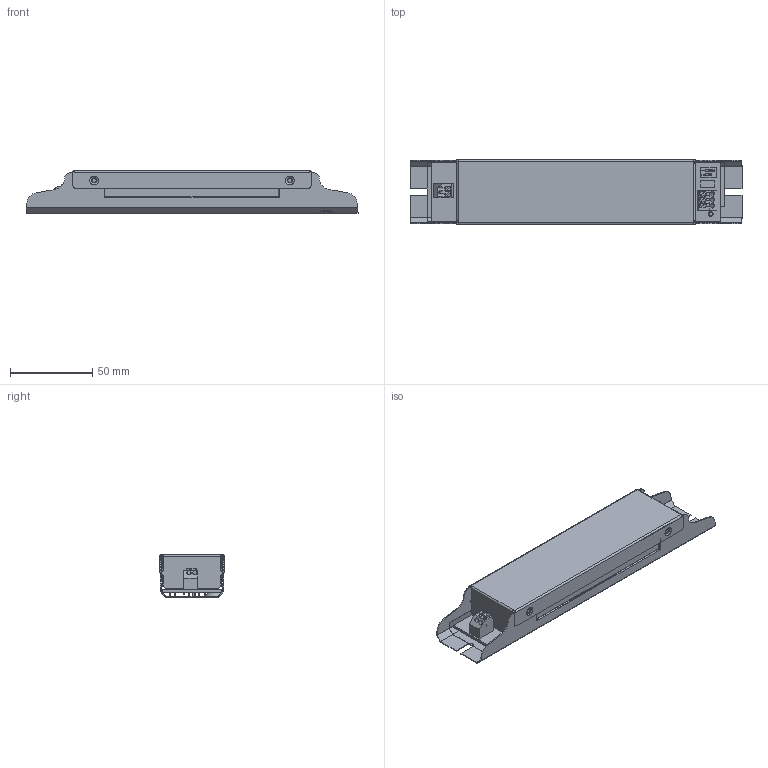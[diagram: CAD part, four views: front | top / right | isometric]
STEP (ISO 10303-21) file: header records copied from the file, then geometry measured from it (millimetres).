
FILE_DESCRIPTION(('STEP AP214'), '1');
FILE_NAME('A ﾈﾏﾑ 50-350ﾒﾄ(270-350I) IP20 ﾎﾔﾈﾑ 0115', '', ('UNSPECIFIED'), ('UNSPECIFIED'), 'C3D Converter', 'C3D Toolkit', '');
FILE_SCHEMA(('AUTOMOTIVE_DESIGN { 1 0 10303 214 3 1 1}'));
Length unit declared in the file: millimetre
Products named in the file (1): A ИПС 50-350ТД(270-350I) IP20 ОФИС 0115
Bounding box: 202 x 39.5 x 26 mm (x, y, z)
Volume: 27957.2 mm3; surface area: 71617.3 mm2
Topology: 1 solids, 1 shells, 844 faces, 2315 edges, 1467 vertices
Faces by surface type: plane 552, cylinder 215, torus 34, sphere 31, bspline 5, extrusion 4, cone 3
Full cylindrical faces by diameter (mm): 0.7 x4, 2.9 x1, 3.2 x3, 5.6 x1
Entity records: 29567 total; most frequent: CARTESIAN_POINT 5966, ORIENTED_EDGE 4510, DIRECTION 4321, EDGE_CURVE 2255, VECTOR 1699, LINE 1695, VERTEX_POINT 1467, AXIS2_PLACEMENT_3D 1311
